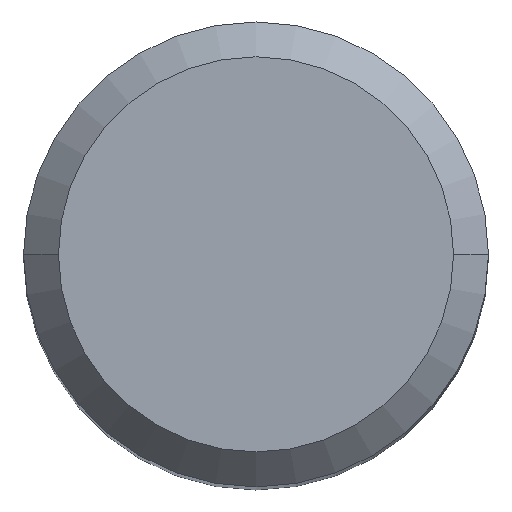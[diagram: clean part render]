
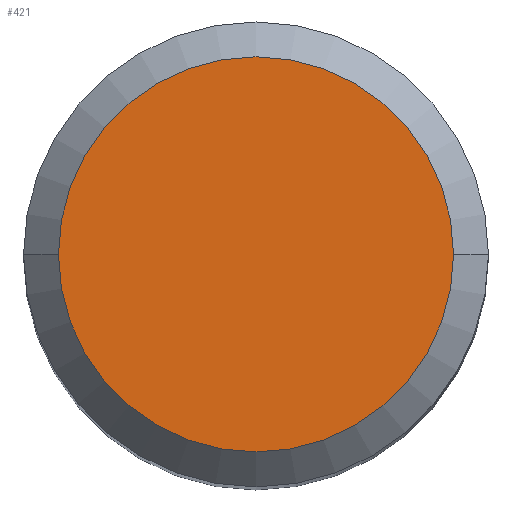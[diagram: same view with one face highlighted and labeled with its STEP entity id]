
A CAD part, top view. The second image highlights one B-rep face of the part: STEP entity #421.
In plain terms, the highlighted planar face has unit normal (0, 0, 1).
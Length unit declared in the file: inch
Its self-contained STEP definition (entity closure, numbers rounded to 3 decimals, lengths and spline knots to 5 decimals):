
#34 = EDGE_CURVE ( 'NONE', #107, #441, #80, .T. ) ;
#44 = DIRECTION ( 'NONE',  ( 0., 0., 1. ) ) ;
#80 = CIRCLE ( 'NONE', #199, 0.16732 ) ;
#97 = DIRECTION ( 'NONE',  ( 1., 0., 0. ) ) ;
#107 = VERTEX_POINT ( 'NONE', #315 ) ;
#178 = ORIENTED_EDGE ( 'NONE', *, *, #385, .T. ) ;
#199 = AXIS2_PLACEMENT_3D ( 'NONE', #431, #427, #97 ) ;
#201 = DIRECTION ( 'NONE',  ( 1., 0., 0. ) ) ;
#206 = CARTESIAN_POINT ( 'NONE',  ( 0.16732, 0., 0. ) ) ;
#209 = DIRECTION ( 'NONE',  ( 0., 0., -1. ) ) ;
#211 = ORIENTED_EDGE ( 'NONE', *, *, #34, .T. ) ;
#278 = CARTESIAN_POINT ( 'NONE',  ( 0., 0., 0. ) ) ;
#282 = DIRECTION ( 'NONE',  ( -1., 0., 0. ) ) ;
#303 = PLANE ( 'NONE',  #306 ) ;
#306 = AXIS2_PLACEMENT_3D ( 'NONE', #344, #209, #282 ) ;
#315 = CARTESIAN_POINT ( 'NONE',  ( -0.16732, 0., 0. ) ) ;
#344 = CARTESIAN_POINT ( 'NONE',  ( 0., 0., 0. ) ) ;
#372 = AXIS2_PLACEMENT_3D ( 'NONE', #278, #44, #201 ) ;
#385 = EDGE_CURVE ( 'NONE', #441, #107, #455, .T. ) ;
#421 = ADVANCED_FACE ( 'NONE', ( #436 ), #303, .F. ) ;
#427 = DIRECTION ( 'NONE',  ( 0., 0., 1. ) ) ;
#431 = CARTESIAN_POINT ( 'NONE',  ( 0., 0., 0. ) ) ;
#436 = FACE_OUTER_BOUND ( 'NONE', #468, .T. ) ;
#441 = VERTEX_POINT ( 'NONE', #206 ) ;
#455 = CIRCLE ( 'NONE', #372, 0.16732 ) ;
#468 = EDGE_LOOP ( 'NONE', ( #211, #178 ) ) ;
